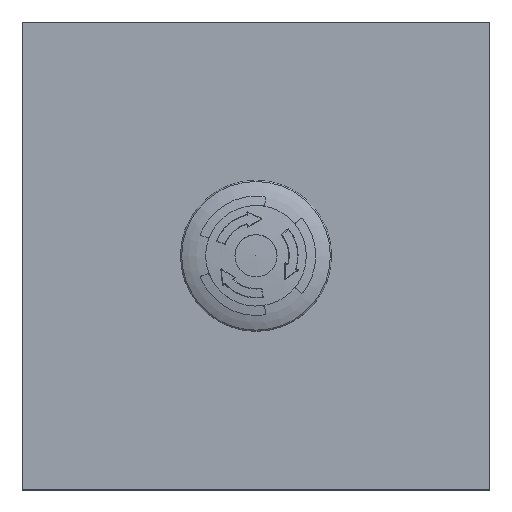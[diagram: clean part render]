
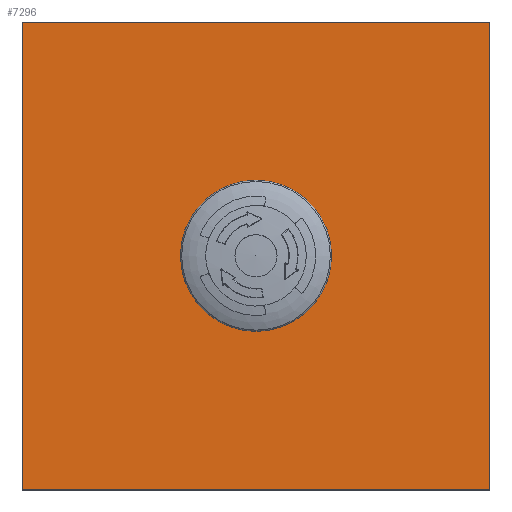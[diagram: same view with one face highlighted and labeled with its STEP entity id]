
A CAD part, top view. The second image highlights one B-rep face of the part: STEP entity #7296.
In plain terms, the highlighted planar face has unit normal (0, 0, 1).
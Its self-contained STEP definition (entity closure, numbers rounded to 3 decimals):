
#478=PLANE('',#8252);
#1116=LINE('',#15789,#1481);
#1120=LINE('',#15797,#1485);
#1123=LINE('',#15803,#1488);
#1125=LINE('',#15811,#1490);
#1481=VECTOR('',#10180,1000.);
#1485=VECTOR('',#10186,1000.);
#1488=VECTOR('',#10191,1000.);
#1490=VECTOR('',#10201,1000.);
#3571=ORIENTED_EDGE('',*,*,#4622,.T.);
#3572=ORIENTED_EDGE('',*,*,#4614,.T.);
#3573=ORIENTED_EDGE('',*,*,#4618,.T.);
#3574=ORIENTED_EDGE('',*,*,#4621,.T.);
#3575=ORIENTED_EDGE('',*,*,#4625,.T.);
#4614=EDGE_CURVE('',#5295,#5294,#1116,.T.);
#4618=EDGE_CURVE('',#5294,#5297,#1120,.T.);
#4621=EDGE_CURVE('',#5297,#5299,#1123,.T.);
#4622=EDGE_CURVE('',#5300,#5300,#5680,.T.);
#4625=EDGE_CURVE('',#5299,#5295,#1125,.T.);
#5294=VERTEX_POINT('',#15788);
#5295=VERTEX_POINT('',#15790);
#5297=VERTEX_POINT('',#15796);
#5299=VERTEX_POINT('',#15802);
#5300=VERTEX_POINT('',#15806);
#5680=CIRCLE('',#8249,11.);
#6211=EDGE_LOOP('',(#3571));
#6212=EDGE_LOOP('',(#3572,#3573,#3574,#3575));
#6744=FACE_BOUND('',#6211,.T.);
#6745=FACE_BOUND('',#6212,.T.);
#7296=ADVANCED_FACE('',(#6744,#6745),#478,.T.);
#8249=AXIS2_PLACEMENT_3D('',#15805,#10194,#10195);
#8252=AXIS2_PLACEMENT_3D('',#15812,#10202,#10203);
#10180=DIRECTION('',(0.,-1.,0.));
#10186=DIRECTION('',(1.,0.,0.));
#10191=DIRECTION('',(0.,1.,0.));
#10194=DIRECTION('',(0.,0.,-1.));
#10195=DIRECTION('',(1.,0.,0.));
#10201=DIRECTION('',(-1.,0.,0.));
#10202=DIRECTION('',(0.,0.,1.));
#10203=DIRECTION('',(1.,0.,0.));
#15788=CARTESIAN_POINT('',(-50.,-50.,-0.001));
#15789=CARTESIAN_POINT('',(-50.,50.,-0.001));
#15790=CARTESIAN_POINT('',(-50.,50.,-0.001));
#15796=CARTESIAN_POINT('',(50.,-50.,-0.001));
#15797=CARTESIAN_POINT('',(-50.,-50.,-0.001));
#15802=CARTESIAN_POINT('',(50.,50.,-0.001));
#15803=CARTESIAN_POINT('',(50.,-50.,-0.001));
#15805=CARTESIAN_POINT('',(0.,0.,-0.001));
#15806=CARTESIAN_POINT('',(11.,0.,-0.001));
#15811=CARTESIAN_POINT('',(50.,50.,-0.001));
#15812=CARTESIAN_POINT('',(0.,0.,-0.001));
